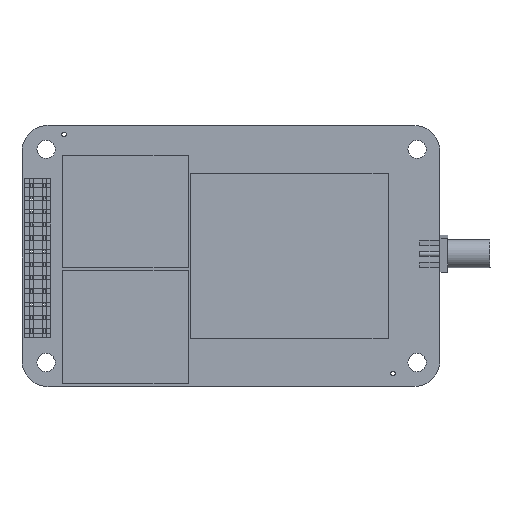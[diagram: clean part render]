
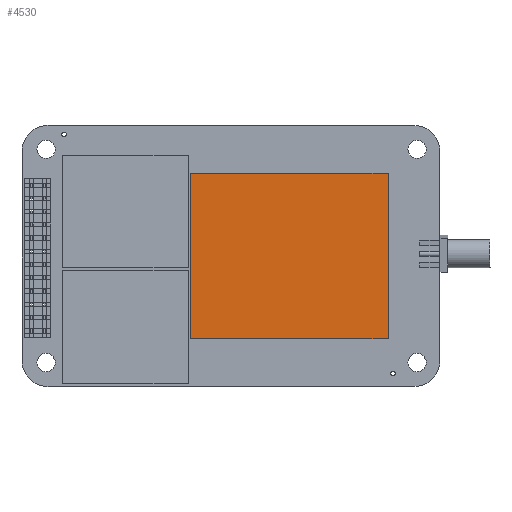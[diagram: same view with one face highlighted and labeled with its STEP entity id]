
A CAD part, top view. The second image highlights one B-rep face of the part: STEP entity #4530.
In plain terms, the highlighted planar face has unit normal (0, 0, 1).
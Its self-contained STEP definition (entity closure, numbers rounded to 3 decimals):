
#281 = VERTEX_POINT ( 'NONE', #5084 ) ;
#376 = VERTEX_POINT ( 'NONE', #905 ) ;
#435 = EDGE_LOOP ( 'NONE', ( #1596, #1858, #4865, #2214 ) ) ;
#516 = DIRECTION ( 'NONE',  ( -1., 0., 0. ) ) ;
#905 = CARTESIAN_POINT ( 'NONE',  ( 112.06, 116.245, 3. ) ) ;
#1022 = PLANE ( 'NONE',  #3305 ) ;
#1220 = DIRECTION ( 'NONE',  ( -1., 0., 0. ) ) ;
#1262 = VERTEX_POINT ( 'NONE', #3123 ) ;
#1278 = DIRECTION ( 'NONE',  ( 0., 1., 0. ) ) ;
#1596 = ORIENTED_EDGE ( 'NONE', *, *, #3001, .F. ) ;
#1653 = CARTESIAN_POINT ( 'NONE',  ( 112.06, 116.245, 3. ) ) ;
#1694 = VECTOR ( 'NONE', #2579, 1000. ) ;
#1780 = LINE ( 'NONE', #1653, #2454 ) ;
#1858 = ORIENTED_EDGE ( 'NONE', *, *, #4491, .F. ) ;
#2090 = CARTESIAN_POINT ( 'NONE',  ( 74.29, 147.944, 3. ) ) ;
#2134 = VECTOR ( 'NONE', #2600, 1000. ) ;
#2181 = CARTESIAN_POINT ( 'NONE',  ( 74.29, 116.245, 3. ) ) ;
#2214 = ORIENTED_EDGE ( 'NONE', *, *, #5559, .F. ) ;
#2454 = VECTOR ( 'NONE', #1220, 1000. ) ;
#2579 = DIRECTION ( 'NONE',  ( 1., 0., 0. ) ) ;
#2600 = DIRECTION ( 'NONE',  ( 0., -1., 0. ) ) ;
#2728 = VECTOR ( 'NONE', #1278, 1000. ) ;
#2751 = LINE ( 'NONE', #5464, #2134 ) ;
#3001 = EDGE_CURVE ( 'NONE', #1262, #281, #3967, .T. ) ;
#3123 = CARTESIAN_POINT ( 'NONE',  ( 74.29, 116.245, 3. ) ) ;
#3200 = CARTESIAN_POINT ( 'NONE',  ( 112.06, 147.944, 3. ) ) ;
#3305 = AXIS2_PLACEMENT_3D ( 'NONE', #4805, #5366, #516 ) ;
#3359 = FACE_OUTER_BOUND ( 'NONE', #435, .T. ) ;
#3590 = EDGE_CURVE ( 'NONE', #4406, #376, #2751, .T. ) ;
#3967 = LINE ( 'NONE', #2181, #2728 ) ;
#4406 = VERTEX_POINT ( 'NONE', #3200 ) ;
#4491 = EDGE_CURVE ( 'NONE', #376, #1262, #1780, .T. ) ;
#4530 = ADVANCED_FACE ( 'NONE', ( #3359 ), #1022, .F. ) ;
#4805 = CARTESIAN_POINT ( 'NONE',  ( 0., 0., 3. ) ) ;
#4846 = LINE ( 'NONE', #2090, #1694 ) ;
#4865 = ORIENTED_EDGE ( 'NONE', *, *, #3590, .F. ) ;
#5084 = CARTESIAN_POINT ( 'NONE',  ( 74.29, 147.944, 3. ) ) ;
#5366 = DIRECTION ( 'NONE',  ( 0., 0., -1. ) ) ;
#5464 = CARTESIAN_POINT ( 'NONE',  ( 112.06, 147.944, 3. ) ) ;
#5559 = EDGE_CURVE ( 'NONE', #281, #4406, #4846, .T. ) ;
